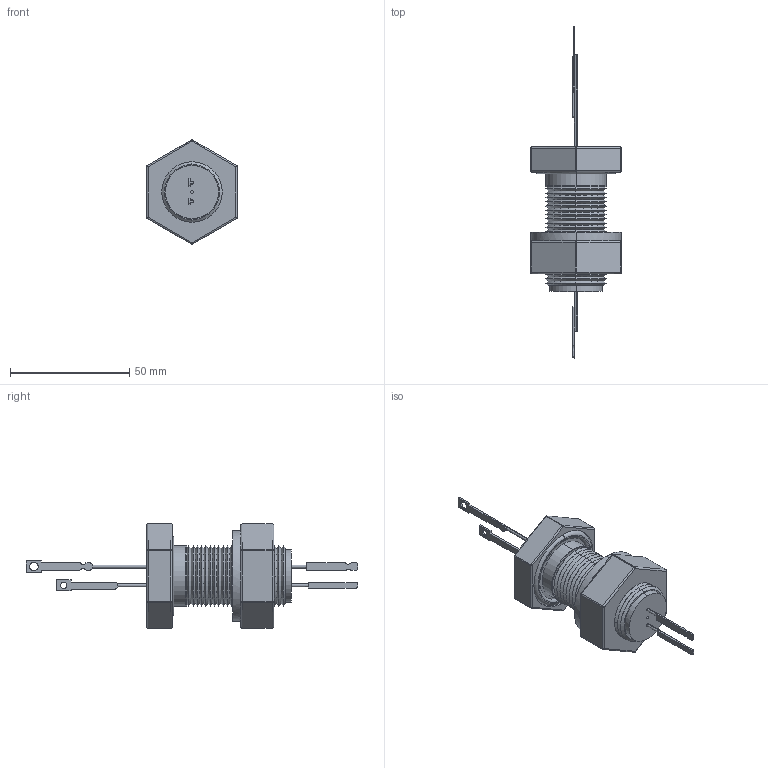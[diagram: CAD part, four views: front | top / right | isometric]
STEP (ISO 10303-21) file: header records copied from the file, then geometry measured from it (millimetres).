
FILE_DESCRIPTION (( 'STEP AP203' ), '1' );
FILE_NAME ('A0418-2-BP.STEP', '2013-04-09T11:00:03', ( '' ), ( '' ), 'SwSTEP 2.0', 'SolidWorks 2012', '' );
FILE_SCHEMA (( 'CONFIG_CONTROL_DESIGN' ));
Length unit declared in the file: inch
Products named in the file (1): A0418-2-BP
Bounding box: 38.1 x 139.45 x 43.84 mm (x, y, z)
Volume: 36968.7 mm3; surface area: 18757.9 mm2
Topology: 3 solids, 6 shells, 306 faces, 698 edges, 406 vertices
Faces by surface type: cylinder 116, plane 90, cone 66, sphere 24, torus 10
Entity records: 8709 total; most frequent: DIRECTION 1634, CARTESIAN_POINT 1581, ORIENTED_EDGE 1360, EDGE_CURVE 680, AXIS2_PLACEMENT_3D 653, VERTEX_POINT 404, CIRCLE 346, EDGE_LOOP 342
